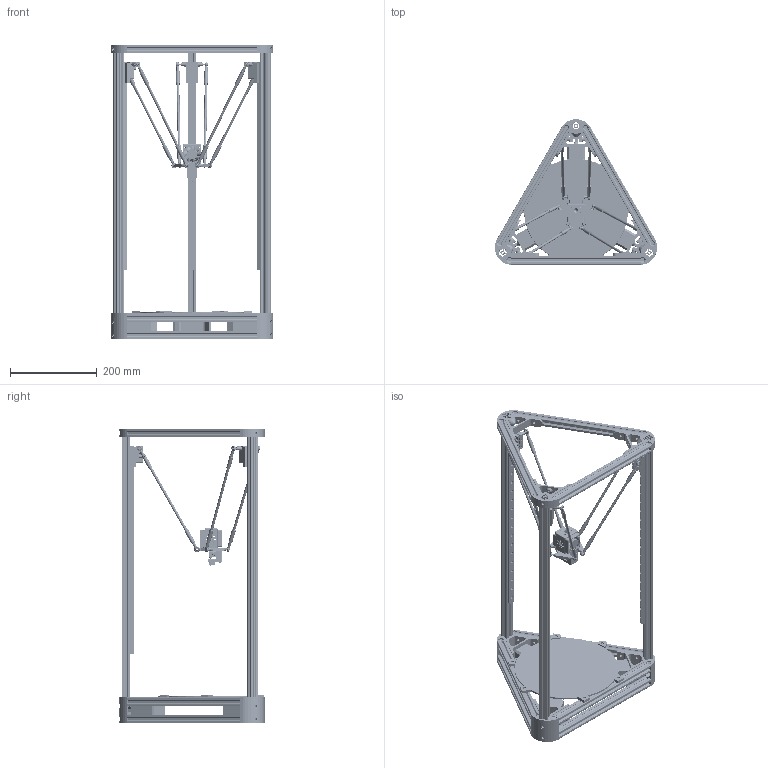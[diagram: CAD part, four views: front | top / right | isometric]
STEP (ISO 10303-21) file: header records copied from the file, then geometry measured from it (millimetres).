
FILE_DESCRIPTION(/* description */ (''),/* implementation_level */ '2;1');
FILE_NAME(/* name */ '_Whole Printer v9.step',/* time_stamp */ '2019-12-15T09:05:06+08:00',/* author */ (''),/* organization */ (''),/* preprocessor_version */ 'ST-DEVELOPER v18',/* originating_system */ 'Autodesk Translation Framework v8.12.0.6',/* authorisation */ '');
FILE_SCHEMA (('AUTOMOTIVE_DESIGN { 1 0 10303 214 3 1 1 }'));
Products named in the file (69): _Whole Printer; Frame; FrameBottom; Corner_bottom_2020; 2020 Profile 680mm; FrameTop; Corner_Top_2020; 2020 Profile 301mm; Motors; MOTOR_NAME17_LENGTH42; Rails; MGN12H Carriage; MGN12 Rail 480mm; MGN12 Rail 480mm_1; MGN12 Rail 480mm_2; Rail; Carrages; Carriage 43mm; Rods; Rod 268mm; Fisheye joint M3 22mm; Fisheye joint; Fisheye joint M3 22mm_1; Fisheye joint_1; Rod 268mm_1; Fisheye joint M3 22mm_2; Fisheye joint_2; Fisheye joint M3 22mm_3; Fisheye joint_3; Rod 268mm_2; Fisheye joint M3 22mm_4; Fisheye joint_4; Fisheye joint M3 22mm_5; Fisheye joint_5; Rod 268mm_3; Fisheye joint M3 22mm_6; Fisheye joint_6; Fisheye joint M3 22mm_7; Fisheye joint_7; Rod 268mm_4 ...
Assembly tree (115 placements, depth 6):
  _Whole Printer
    Frame
      FrameBottom
        Corner_bottom_2020  x3
        2020 Profile 301mm  x6
      2020 Profile 680mm  x3
      FrameTop
        Corner_Top_2020  x3
        2020 Profile 301mm  x3
    Motors
      MOTOR_NAME17_LENGTH42  x3
    Rails
      MGN12H Carriage  x3
      MGN12 Rail 480mm
        Rail
      MGN12 Rail 480mm_1
        Rail
      MGN12 Rail 480mm_2
        Rail
    Carrages
      Carriage 43mm  x3
    Rods
      Rod 268mm
        Fisheye joint M3 22mm
          Fisheye joint
            ball
        Fisheye joint M3 22mm_1
          Fisheye joint_1
            ball
      Rod 268mm_1
        Fisheye joint M3 22mm_2
          Fisheye joint_2
            ball
        Fisheye joint M3 22mm_3
          Fisheye joint_3
            ball
      Rod 268mm_2
        Fisheye joint M3 22mm_4
          Fisheye joint_4
            ball
        Fisheye joint M3 22mm_5
          Fisheye joint_5
            ball
      Rod 268mm_3
        Fisheye joint M3 22mm_6
          Fisheye joint_6
            ball
        Fisheye joint M3 22mm_7
          Fisheye joint_7
            ball
      Rod 268mm_4
        Fisheye joint M3 22mm_8
          Fisheye joint_8
            ball
        Fisheye joint M3 22mm_9
          Fisheye joint_9
            ball
      Rod 268mm_5
        Fisheye joint M3 22mm_10
          Fisheye joint_10
Bounding box: 374.09 x 334.49 x 680 mm (x, y, z)
Volume: 2000324.2 mm3; surface area: 1301026.2 mm2
Topology: 119 solids, 119 shells, 4591 faces, 12769 edges, 8521 vertices
Faces by surface type: plane 2296, cylinder 1760, bspline 275, torus 130, cone 105, sphere 25
Full cylindrical faces by diameter (mm): 0.4 x1, 1.48 x44, 1.5 x1, 1.7 x4, 1.8 x8, 2 x44, 2.3 x3, 2.4 x1, 2.5 x3, 2.529 x52, 2.8 x20, 3 x30, 3.086 x52, 3.2 x36, 3.3 x15, 3.5 x69, 3.8 x4, 4 x30, 4.744 x28, 4.8 x1, 5 x22, 5.035 x33, 5.5 x42, 5.8 x16, 5.884 x24, 6 x87, 6.1 x2, 6.147 x32, 7 x6, 8.3 x12
Entity records: 106936 total; most frequent: CARTESIAN_POINT 43539, ORIENTED_EDGE 13176, DIRECTION 12838, EDGE_CURVE 6588, AXIS2_PLACEMENT_3D 5044, VERTEX_POINT 4370, EDGE_LOOP 2794, LINE 2750
